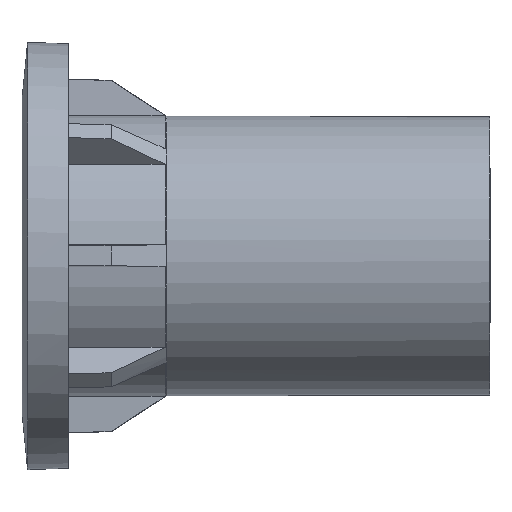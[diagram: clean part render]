
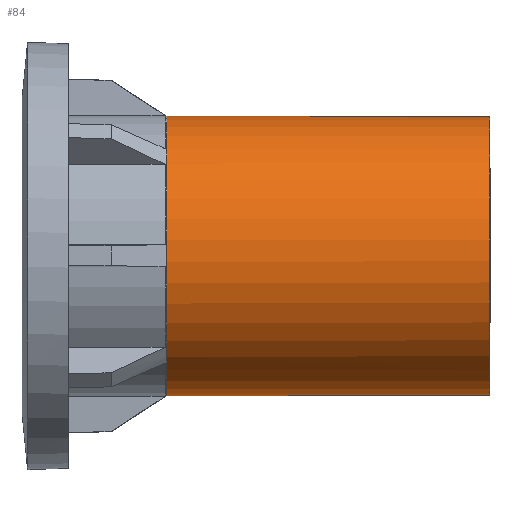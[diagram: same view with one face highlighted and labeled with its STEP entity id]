
A CAD part, top view. The second image highlights one B-rep face of the part: STEP entity #84.
In plain terms, the highlighted free-form (B-spline) face has degree [8, 1] with [9, 2] control points.
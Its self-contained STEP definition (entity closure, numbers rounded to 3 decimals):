
#84=ADVANCED_FACE('',(#203),#204,.T.);
#203=FACE_OUTER_BOUND('',#440,.T.);
#204=B_SPLINE_SURFACE_WITH_KNOTS('',8,1,((#441,#442),(#443,#444),(#445,#446),(#447,#448),(#449,#450),(#451,#452),(#453,#454),(#455,#456),(#457,#458)),.UNSPECIFIED.,.F.,.F.,.F.,(9,9),(2,2),(-6.284,-3.141),(14499.977,14557.979),.UNSPECIFIED.);
#440=EDGE_LOOP('',(#991,#992,#993,#994));
#441=CARTESIAN_POINT('',(0.001,-25.,-0.025));
#442=CARTESIAN_POINT('',(-58.001,-25.1,-0.025));
#443=CARTESIAN_POINT('',(0.001,-25.01,9.799));
#444=CARTESIAN_POINT('',(-58.001,-25.11,9.838));
#445=CARTESIAN_POINT('',(0.001,-20.609,19.627));
#446=CARTESIAN_POINT('',(-58.001,-20.691,19.705));
#447=CARTESIAN_POINT('',(0.001,-11.797,27.148));
#448=CARTESIAN_POINT('',(-58.001,-11.844,27.256));
#449=CARTESIAN_POINT('',(0.001,0.003,30.052));
#450=CARTESIAN_POINT('',(-58.001,0.003,30.172));
#451=CARTESIAN_POINT('',(0.001,11.794,27.148));
#452=CARTESIAN_POINT('',(-58.001,11.841,27.256));
#453=CARTESIAN_POINT('',(0.001,20.608,19.627));
#454=CARTESIAN_POINT('',(-58.001,20.691,19.705));
#455=CARTESIAN_POINT('',(0.001,25.01,9.799));
#456=CARTESIAN_POINT('',(-58.001,25.11,9.838));
#457=CARTESIAN_POINT('',(0.001,25.,-0.025));
#458=CARTESIAN_POINT('',(-58.001,25.1,-0.025));
#991=ORIENTED_EDGE('',*,*,#1332,.T.);
#992=ORIENTED_EDGE('',*,*,#1323,.T.);
#993=ORIENTED_EDGE('',*,*,#1334,.T.);
#994=ORIENTED_EDGE('',*,*,#1336,.F.);
#1323=EDGE_CURVE('',#1501,#1502,#1503,.T.);
#1332=EDGE_CURVE('',#1514,#1501,#1515,.T.);
#1334=EDGE_CURVE('',#1502,#1516,#1518,.T.);
#1336=EDGE_CURVE('',#1514,#1516,#1520,.T.);
#1501=VERTEX_POINT('',#1791);
#1502=VERTEX_POINT('',#1792);
#1503=B_SPLINE_CURVE_WITH_KNOTS('',8,(#1793,#1794,#1795,#1796,#1797,#1798,#1799,#1800,#1801),.UNSPECIFIED.,.F.,.F.,(9,9),(0.,0.078),.UNSPECIFIED.);
#1514=VERTEX_POINT('',#1838);
#1515=LINE('',#1839,#1840);
#1516=VERTEX_POINT('',#1841);
#1518=LINE('',#1851,#1852);
#1520=B_SPLINE_CURVE_WITH_KNOTS('',8,(#1854,#1855,#1856,#1857,#1858,#1859,#1860,#1861,#1862),.UNSPECIFIED.,.F.,.F.,(9,9),(-6.283,-3.142),.UNSPECIFIED.);
#1791=CARTESIAN_POINT('',(0.,-25.,0.));
#1792=CARTESIAN_POINT('',(0.,25.,0.));
#1793=CARTESIAN_POINT('',(0.,-25.,0.));
#1794=CARTESIAN_POINT('',(0.,-25.,9.817));
#1795=CARTESIAN_POINT('',(0.,-20.595,19.635));
#1796=CARTESIAN_POINT('',(0.,-11.787,27.145));
#1797=CARTESIAN_POINT('',(0.,0.003,30.045));
#1798=CARTESIAN_POINT('',(0.,11.784,27.145));
#1799=CARTESIAN_POINT('',(0.,20.594,19.635));
#1800=CARTESIAN_POINT('',(0.,25.,9.817));
#1801=CARTESIAN_POINT('',(0.,25.,0.));
#1838=CARTESIAN_POINT('',(-58.,-25.1,0.));
#1839=CARTESIAN_POINT('',(-29.,-25.05,0.));
#1840=VECTOR('',#2706,1000.0);
#1841=CARTESIAN_POINT('',(-58.,25.1,0.));
#1851=CARTESIAN_POINT('',(-29.,25.05,0.));
#1852=VECTOR('',#2707,1000.0);
#1854=CARTESIAN_POINT('',(-58.,-25.1,0.));
#1855=CARTESIAN_POINT('',(-58.,-25.1,9.857));
#1856=CARTESIAN_POINT('',(-58.,-20.677,19.713));
#1857=CARTESIAN_POINT('',(-58.,-11.834,27.254));
#1858=CARTESIAN_POINT('',(-58.,0.003,30.165));
#1859=CARTESIAN_POINT('',(-58.,11.831,27.254));
#1860=CARTESIAN_POINT('',(-58.,20.677,19.713));
#1861=CARTESIAN_POINT('',(-58.,25.1,9.857));
#1862=CARTESIAN_POINT('',(-58.,25.1,0.));
#2706=DIRECTION('',(1.,0.002,0.));
#2707=DIRECTION('',(-1.,0.002,0.));
